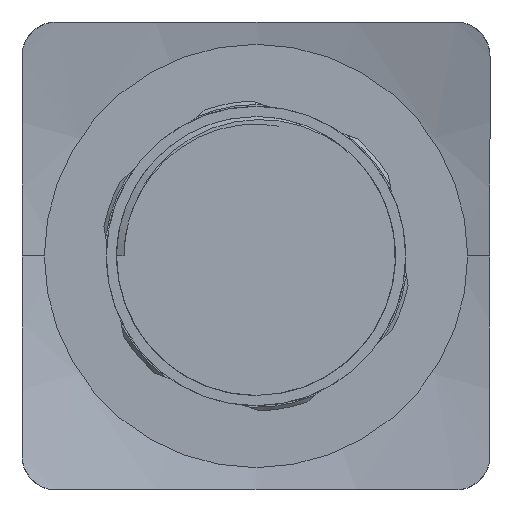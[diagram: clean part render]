
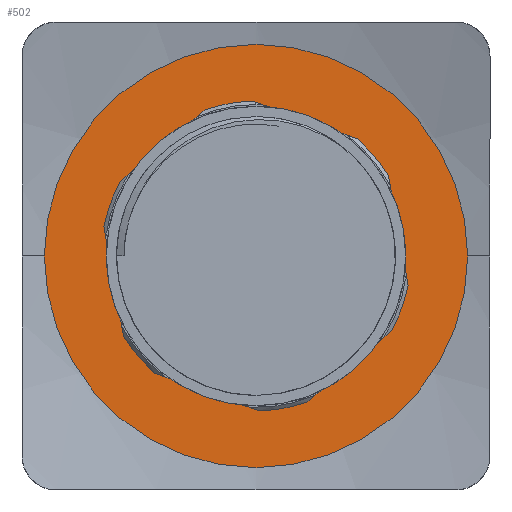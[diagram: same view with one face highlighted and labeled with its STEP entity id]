
A CAD part, front view. The second image highlights one B-rep face of the part: STEP entity #502.
In plain terms, the highlighted planar face has unit normal (0, -1, 0).
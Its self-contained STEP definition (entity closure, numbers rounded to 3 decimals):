
#1 = DIRECTION ( 'NONE',  ( 0., 1., 0. ) ) ;
#19 = CIRCLE ( 'NONE', #2658, 30.75 ) ;
#20 = CARTESIAN_POINT ( 'NONE',  ( -22.098, 63.5, 4.236 ) ) ;
#24 = VERTEX_POINT ( 'NONE', #3437 ) ;
#50 = EDGE_CURVE ( 'NONE', #1040, #3001, #4004, .T. ) ;
#112 = AXIS2_PLACEMENT_3D ( 'NONE', #3163, #4622, #1348 ) ;
#176 = CARTESIAN_POINT ( 'NONE',  ( 19.24, 63.5, 11.665 ) ) ;
#284 = CARTESIAN_POINT ( 'NONE',  ( 0.482, 63.5, -22.495 ) ) ;
#307 = DIRECTION ( 'NONE',  ( 0., 1., 0. ) ) ;
#318 = VERTEX_POINT ( 'NONE', #402 ) ;
#340 = AXIS2_PLACEMENT_3D ( 'NONE', #3882, #626, #2071 ) ;
#402 = CARTESIAN_POINT ( 'NONE',  ( 19.722, 63.5, -10.83 ) ) ;
#428 = ORIENTED_EDGE ( 'NONE', *, *, #1811, .T. ) ;
#498 = CARTESIAN_POINT ( 'NONE',  ( -14.717, 63.5, -17.019 ) ) ;
#502 = ADVANCED_FACE ( 'NONE', ( #4251, #977 ), #2434, .T. ) ;
#513 = ORIENTED_EDGE ( 'NONE', *, *, #4615, .T. ) ;
#551 = LINE ( 'NONE', #1988, #3892 ) ;
#624 = DIRECTION ( 'NONE',  ( 0., 1., 0. ) ) ;
#626 = DIRECTION ( 'NONE',  ( 0., -1., 0. ) ) ;
#645 = CARTESIAN_POINT ( 'NONE',  ( 30.75, 63.5, 0. ) ) ;
#653 = DIRECTION ( 'NONE',  ( 0., 0., 1. ) ) ;
#697 = CIRCLE ( 'NONE', #3364, 22.5 ) ;
#720 = CIRCLE ( 'NONE', #3381, 22.5 ) ;
#731 = EDGE_CURVE ( 'NONE', #3001, #1040, #19, .T. ) ;
#810 = ORIENTED_EDGE ( 'NONE', *, *, #2245, .T. ) ;
#836 = CIRCLE ( 'NONE', #1446, 22.5 ) ;
#863 = CARTESIAN_POINT ( 'NONE',  ( -0.482, 63.5, 22.495 ) ) ;
#900 = DIRECTION ( 'NONE',  ( 0., -1., 0. ) ) ;
#921 = DIRECTION ( 'NONE',  ( -0.764, 0., -0.645 ) ) ;
#930 = LINE ( 'NONE', #2386, #1661 ) ;
#977 = FACE_BOUND ( 'NONE', #3713, .T. ) ;
#998 = DIRECTION ( 'NONE',  ( 0.764, 0., 0.645 ) ) ;
#1017 = DIRECTION ( 'NONE',  ( 0., 0., 1. ) ) ;
#1036 = CARTESIAN_POINT ( 'NONE',  ( 7.118, 63.5, 19.757 ) ) ;
#1040 = VERTEX_POINT ( 'NONE', #645 ) ;
#1103 = DIRECTION ( 'NONE',  ( -0.941, 0., 0.339 ) ) ;
#1144 = DIRECTION ( 'NONE',  ( 0., -1., 0. ) ) ;
#1313 = CIRCLE ( 'NONE', #3995, 22.5 ) ;
#1339 = ORIENTED_EDGE ( 'NONE', *, *, #4290, .T. ) ;
#1348 = DIRECTION ( 'NONE',  ( 0., 0., 1. ) ) ;
#1355 = VERTEX_POINT ( 'NONE', #2831 ) ;
#1374 = AXIS2_PLACEMENT_3D ( 'NONE', #3880, #624, #2069 ) ;
#1379 = ORIENTED_EDGE ( 'NONE', *, *, #731, .T. ) ;
#1418 = DIRECTION ( 'NONE',  ( 0., 0., 1. ) ) ;
#1437 = VECTOR ( 'NONE', #2493, 1000. ) ;
#1439 = CARTESIAN_POINT ( 'NONE',  ( 7.38, 63.5, -21.255 ) ) ;
#1446 = AXIS2_PLACEMENT_3D ( 'NONE', #2837, #4296, #1017 ) ;
#1517 = VERTEX_POINT ( 'NONE', #284 ) ;
#1574 = VECTOR ( 'NONE', #1103, 1000. ) ;
#1583 = CARTESIAN_POINT ( 'NONE',  ( 22.098, 63.5, -4.236 ) ) ;
#1593 = EDGE_CURVE ( 'NONE', #1517, #2607, #2923, .T. ) ;
#1610 = ORIENTED_EDGE ( 'NONE', *, *, #1826, .T. ) ;
#1661 = VECTOR ( 'NONE', #3834, 1000. ) ;
#1739 = DIRECTION ( 'NONE',  ( 0., 0., 1. ) ) ;
#1755 = VECTOR ( 'NONE', #921, 1000. ) ;
#1811 = EDGE_CURVE ( 'NONE', #3571, #1517, #2135, .T. ) ;
#1826 = EDGE_CURVE ( 'NONE', #4397, #24, #2814, .T. ) ;
#1892 = ORIENTED_EDGE ( 'NONE', *, *, #3784, .T. ) ;
#1949 = EDGE_CURVE ( 'NONE', #2643, #318, #836, .T. ) ;
#1988 = CARTESIAN_POINT ( 'NONE',  ( 20.669, 63.5, 3.714 ) ) ;
#2069 = DIRECTION ( 'NONE',  ( 0., 0., 1. ) ) ;
#2071 = DIRECTION ( 'NONE',  ( 1., 0., 0. ) ) ;
#2135 = CIRCLE ( 'NONE', #112, 22.5 ) ;
#2144 = VERTEX_POINT ( 'NONE', #863 ) ;
#2166 = ORIENTED_EDGE ( 'NONE', *, *, #2330, .T. ) ;
#2179 = CARTESIAN_POINT ( 'NONE',  ( -19.722, 63.5, 10.83 ) ) ;
#2207 = CARTESIAN_POINT ( 'NONE',  ( 14.717, 63.5, 17.019 ) ) ;
#2245 = EDGE_CURVE ( 'NONE', #318, #3571, #2741, .T. ) ;
#2330 = EDGE_CURVE ( 'NONE', #24, #2144, #697, .T. ) ;
#2347 = ORIENTED_EDGE ( 'NONE', *, *, #3032, .T. ) ;
#2355 = DIRECTION ( 'NONE',  ( 1., 0., 0. ) ) ;
#2386 = CARTESIAN_POINT ( 'NONE',  ( -20.669, 63.5, -3.714 ) ) ;
#2434 = PLANE ( 'NONE',  #340 ) ;
#2465 = CARTESIAN_POINT ( 'NONE',  ( 0., 63.5, 0. ) ) ;
#2493 = DIRECTION ( 'NONE',  ( 0.941, 0., -0.339 ) ) ;
#2495 = ORIENTED_EDGE ( 'NONE', *, *, #1949, .T. ) ;
#2525 = ORIENTED_EDGE ( 'NONE', *, *, #50, .T. ) ;
#2605 = DIRECTION ( 'NONE',  ( 1., 0., 0. ) ) ;
#2607 = VERTEX_POINT ( 'NONE', #498 ) ;
#2643 = VERTEX_POINT ( 'NONE', #1583 ) ;
#2658 = AXIS2_PLACEMENT_3D ( 'NONE', #4425, #1144, #2605 ) ;
#2741 = LINE ( 'NONE', #4196, #1755 ) ;
#2744 = VECTOR ( 'NONE', #998, 1000. ) ;
#2814 = LINE ( 'NONE', #4270, #2744 ) ;
#2827 = VERTEX_POINT ( 'NONE', #2207 ) ;
#2831 = CARTESIAN_POINT ( 'NONE',  ( -19.24, 63.5, -11.665 ) ) ;
#2837 = CARTESIAN_POINT ( 'NONE',  ( 0., 63.5, 0. ) ) ;
#2923 = LINE ( 'NONE', #4386, #1574 ) ;
#3001 = VERTEX_POINT ( 'NONE', #4228 ) ;
#3032 = EDGE_CURVE ( 'NONE', #2827, #3324, #720, .T. ) ;
#3067 = EDGE_CURVE ( 'NONE', #3559, #4397, #1313, .T. ) ;
#3149 = EDGE_CURVE ( 'NONE', #2144, #2827, #4315, .T. ) ;
#3163 = CARTESIAN_POINT ( 'NONE',  ( 0., 63.5, 0. ) ) ;
#3240 = CARTESIAN_POINT ( 'NONE',  ( 0., 63.5, 0. ) ) ;
#3324 = VERTEX_POINT ( 'NONE', #176 ) ;
#3364 = AXIS2_PLACEMENT_3D ( 'NONE', #3240, #1, #1418 ) ;
#3380 = EDGE_LOOP ( 'NONE', ( #2525, #1379 ) ) ;
#3381 = AXIS2_PLACEMENT_3D ( 'NONE', #2465, #3914, #653 ) ;
#3390 = AXIS2_PLACEMENT_3D ( 'NONE', #4177, #900, #2355 ) ;
#3434 = CIRCLE ( 'NONE', #1374, 22.5 ) ;
#3437 = CARTESIAN_POINT ( 'NONE',  ( -7.38, 63.5, 21.255 ) ) ;
#3450 = DIRECTION ( 'NONE',  ( 0.177, 0., -0.984 ) ) ;
#3559 = VERTEX_POINT ( 'NONE', #20 ) ;
#3560 = CARTESIAN_POINT ( 'NONE',  ( 0., 63.5, 0. ) ) ;
#3571 = VERTEX_POINT ( 'NONE', #1439 ) ;
#3713 = EDGE_LOOP ( 'NONE', ( #4411, #2347, #513, #2495, #810, #428, #4417, #1339, #1892, #4678, #1610, #2166 ) ) ;
#3784 = EDGE_CURVE ( 'NONE', #1355, #3559, #930, .T. ) ;
#3834 = DIRECTION ( 'NONE',  ( -0.177, 0., 0.984 ) ) ;
#3880 = CARTESIAN_POINT ( 'NONE',  ( 0., 63.5, 0. ) ) ;
#3882 = CARTESIAN_POINT ( 'NONE',  ( 0., 63.5, 0. ) ) ;
#3892 = VECTOR ( 'NONE', #3450, 1000. ) ;
#3914 = DIRECTION ( 'NONE',  ( 0., 1., 0. ) ) ;
#3995 = AXIS2_PLACEMENT_3D ( 'NONE', #3560, #307, #1739 ) ;
#4004 = CIRCLE ( 'NONE', #3390, 30.75 ) ;
#4177 = CARTESIAN_POINT ( 'NONE',  ( 0., 63.5, 0. ) ) ;
#4196 = CARTESIAN_POINT ( 'NONE',  ( 13.551, 63.5, -16.043 ) ) ;
#4228 = CARTESIAN_POINT ( 'NONE',  ( -30.75, 63.5, 0. ) ) ;
#4251 = FACE_OUTER_BOUND ( 'NONE', #3380, .T. ) ;
#4270 = CARTESIAN_POINT ( 'NONE',  ( -13.551, 63.5, 16.043 ) ) ;
#4290 = EDGE_CURVE ( 'NONE', #2607, #1355, #3434, .T. ) ;
#4296 = DIRECTION ( 'NONE',  ( 0., 1., 0. ) ) ;
#4315 = LINE ( 'NONE', #1036, #1437 ) ;
#4386 = CARTESIAN_POINT ( 'NONE',  ( -7.118, 63.5, -19.757 ) ) ;
#4397 = VERTEX_POINT ( 'NONE', #2179 ) ;
#4411 = ORIENTED_EDGE ( 'NONE', *, *, #3149, .T. ) ;
#4417 = ORIENTED_EDGE ( 'NONE', *, *, #1593, .T. ) ;
#4425 = CARTESIAN_POINT ( 'NONE',  ( 0., 63.5, 0. ) ) ;
#4615 = EDGE_CURVE ( 'NONE', #3324, #2643, #551, .T. ) ;
#4622 = DIRECTION ( 'NONE',  ( 0., 1., 0. ) ) ;
#4678 = ORIENTED_EDGE ( 'NONE', *, *, #3067, .T. ) ;
